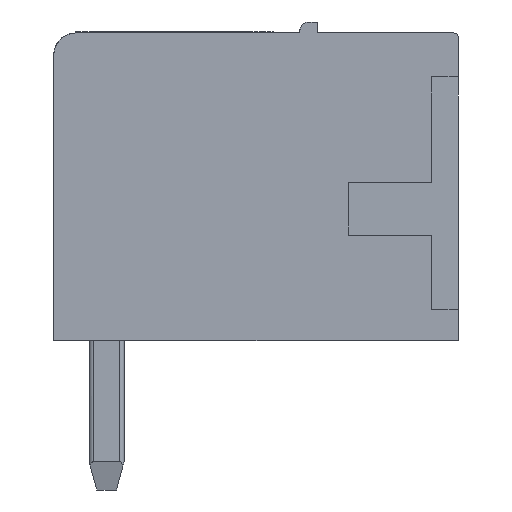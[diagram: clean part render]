
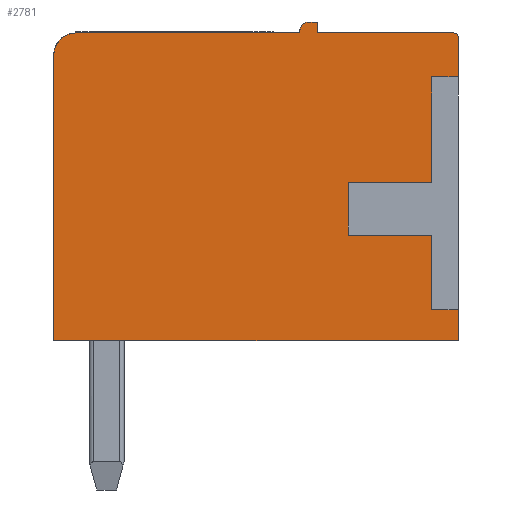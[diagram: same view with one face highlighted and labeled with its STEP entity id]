
A CAD part, left-side view. The second image highlights one B-rep face of the part: STEP entity #2781.
In plain terms, the highlighted planar face has unit normal (-1, 0.018, 0).
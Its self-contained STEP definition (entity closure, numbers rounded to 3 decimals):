
#2781=ADVANCED_FACE('',(#5201),#5202,.F.);
#5201=FACE_OUTER_BOUND('',#9078,.T.);
#5202=PLANE('',#9079);
#9078=EDGE_LOOP('',(#12856,#12857,#12858,#12859,#12860,#12861,#12862,#12863,#12864,#12865,#12866,#12867,#12868,#12869,#12870,#12871,#12872,#12873,#12874));
#9079=AXIS2_PLACEMENT_3D('',#12875,#12876,#12877);
#12856=ORIENTED_EDGE('',*,*,#16067,.T.);
#12857=ORIENTED_EDGE('',*,*,#16068,.T.);
#12858=ORIENTED_EDGE('',*,*,#16069,.F.);
#12859=ORIENTED_EDGE('',*,*,#16070,.F.);
#12860=ORIENTED_EDGE('',*,*,#16071,.F.);
#12861=ORIENTED_EDGE('',*,*,#16072,.F.);
#12862=ORIENTED_EDGE('',*,*,#16073,.T.);
#12863=ORIENTED_EDGE('',*,*,#16074,.T.);
#12864=ORIENTED_EDGE('',*,*,#16075,.T.);
#12865=ORIENTED_EDGE('',*,*,#16076,.T.);
#12866=ORIENTED_EDGE('',*,*,#16077,.T.);
#12867=ORIENTED_EDGE('',*,*,#16078,.T.);
#12868=ORIENTED_EDGE('',*,*,#16079,.T.);
#12869=ORIENTED_EDGE('',*,*,#16080,.F.);
#12870=ORIENTED_EDGE('',*,*,#16061,.F.);
#12871=ORIENTED_EDGE('',*,*,#16081,.F.);
#12872=ORIENTED_EDGE('',*,*,#16082,.T.);
#12873=ORIENTED_EDGE('',*,*,#16083,.F.);
#12874=ORIENTED_EDGE('',*,*,#16084,.F.);
#12875=CARTESIAN_POINT('',(-0.025,-1.414,7.975));
#12876=DIRECTION('',(1.,-0.017,0.));
#12877=DIRECTION('',(0.,0.,-1.0));
#16061=EDGE_CURVE('',#18012,#18010,#18014,.T.);
#16067=EDGE_CURVE('',#18022,#18023,#18024,.T.);
#16068=EDGE_CURVE('',#18023,#18025,#18026,.T.);
#16069=EDGE_CURVE('',#18027,#18025,#18028,.T.);
#16070=EDGE_CURVE('',#18029,#18027,#18030,.T.);
#16071=EDGE_CURVE('',#18031,#18029,#18032,.T.);
#16072=EDGE_CURVE('',#18033,#18031,#18034,.T.);
#16073=EDGE_CURVE('',#18033,#18035,#18036,.T.);
#16074=EDGE_CURVE('',#18035,#18037,#18038,.T.);
#16075=EDGE_CURVE('',#18037,#18039,#18040,.T.);
#16076=EDGE_CURVE('',#18039,#18041,#18042,.T.);
#16077=EDGE_CURVE('',#18041,#18043,#18044,.T.);
#16078=EDGE_CURVE('',#18043,#18045,#18046,.T.);
#16079=EDGE_CURVE('',#18045,#18047,#18048,.T.);
#16080=EDGE_CURVE('',#18010,#18047,#18049,.T.);
#16081=EDGE_CURVE('',#18050,#18012,#18051,.T.);
#16082=EDGE_CURVE('',#18050,#18052,#18053,.T.);
#16083=EDGE_CURVE('',#18054,#18052,#18055,.T.);
#16084=EDGE_CURVE('',#18022,#18054,#18056,.T.);
#18010=VERTEX_POINT('',#20856);
#18012=VERTEX_POINT('',#20859);
#18014=ELLIPSE('',#20862,0.1,0.1);
#18022=VERTEX_POINT('',#20873);
#18023=VERTEX_POINT('',#20874);
#18024=LINE('',#20875,#20876);
#18025=VERTEX_POINT('',#20877);
#18026=LINE('',#20878,#20879);
#18027=VERTEX_POINT('',#20880);
#18028=ELLIPSE('',#20881,0.5,0.5);
#18029=VERTEX_POINT('',#20882);
#18030=LINE('',#20883,#20884);
#18031=VERTEX_POINT('',#20885);
#18032=LINE('',#20886,#20887);
#18033=VERTEX_POINT('',#20888);
#18034=LINE('',#20889,#20890);
#18035=VERTEX_POINT('',#20891);
#18036=LINE('',#20892,#20893);
#18037=VERTEX_POINT('',#20894);
#18038=LINE('',#20895,#20896);
#18039=VERTEX_POINT('',#20897);
#18040=LINE('',#20898,#20899);
#18041=VERTEX_POINT('',#20900);
#18042=LINE('',#20901,#20902);
#18043=VERTEX_POINT('',#20903);
#18044=LINE('',#20904,#20905);
#18045=VERTEX_POINT('',#20906);
#18046=LINE('',#20907,#20908);
#18047=VERTEX_POINT('',#20909);
#18048=LINE('',#20910,#20911);
#18049=LINE('',#20912,#20913);
#18050=VERTEX_POINT('',#20914);
#18051=LINE('',#20915,#20916);
#18052=VERTEX_POINT('',#20917);
#18053=LINE('',#20918,#20919);
#18054=VERTEX_POINT('',#20920);
#18055=LINE('',#20921,#20922);
#18056=ELLIPSE('',#20923,0.2,0.2);
#20856=CARTESIAN_POINT('',(0.,0.,6.9));
#20859=CARTESIAN_POINT('',(0.002,0.1,7.));
#20862=AXIS2_PLACEMENT_3D('',#23640,#23641,#23642);
#20873=CARTESIAN_POINT('',(0.063,3.6,7.05));
#20874=CARTESIAN_POINT('',(0.063,3.6,7.));
#20875=CARTESIAN_POINT('',(0.063,3.6,5.238));
#20876=VECTOR('',#23646,1.0);
#20877=CARTESIAN_POINT('',(0.152,8.7,7.));
#20878=CARTESIAN_POINT('',(0.083,4.729,7.));
#20879=VECTOR('',#23647,1.0);
#20880=CARTESIAN_POINT('',(0.161,9.2,6.5));
#20881=AXIS2_PLACEMENT_3D('',#23648,#23649,#23650);
#20882=CARTESIAN_POINT('',(0.161,9.2,0.));
#20883=CARTESIAN_POINT('',(0.161,9.2,5.238));
#20884=VECTOR('',#23651,1.0);
#20885=CARTESIAN_POINT('',(0.,0.,0.));
#20886=CARTESIAN_POINT('',(0.083,4.729,0.));
#20887=VECTOR('',#23652,1.0);
#20888=CARTESIAN_POINT('',(0.,0.,0.7));
#20889=CARTESIAN_POINT('',(0.,0.,5.238));
#20890=VECTOR('',#23653,1.0);
#20891=CARTESIAN_POINT('',(0.01,0.6,0.7));
#20892=CARTESIAN_POINT('',(0.083,4.729,0.7));
#20893=VECTOR('',#23654,1.0);
#20894=CARTESIAN_POINT('',(0.01,0.6,2.4));
#20895=CARTESIAN_POINT('',(0.01,0.6,5.238));
#20896=VECTOR('',#23655,1.0);
#20897=CARTESIAN_POINT('',(0.044,2.5,2.4));
#20898=CARTESIAN_POINT('',(0.083,4.729,2.4));
#20899=VECTOR('',#23656,1.0);
#20900=CARTESIAN_POINT('',(0.044,2.5,3.6));
#20901=CARTESIAN_POINT('',(0.044,2.5,5.238));
#20902=VECTOR('',#23657,1.0);
#20903=CARTESIAN_POINT('',(0.01,0.6,3.6));
#20904=CARTESIAN_POINT('',(0.083,4.729,3.6));
#20905=VECTOR('',#23658,1.0);
#20906=CARTESIAN_POINT('',(0.01,0.6,6.));
#20907=CARTESIAN_POINT('',(0.01,0.6,5.238));
#20908=VECTOR('',#23659,1.0);
#20909=CARTESIAN_POINT('',(0.,0.,6.));
#20910=CARTESIAN_POINT('',(0.083,4.729,6.));
#20911=VECTOR('',#23660,1.0);
#20912=CARTESIAN_POINT('',(0.,0.,5.238));
#20913=VECTOR('',#23661,1.0);
#20914=CARTESIAN_POINT('',(0.056,3.2,7.));
#20915=CARTESIAN_POINT('',(0.083,4.729,7.));
#20916=VECTOR('',#23662,1.0);
#20917=CARTESIAN_POINT('',(0.056,3.2,7.25));
#20918=CARTESIAN_POINT('',(0.056,3.2,5.238));
#20919=VECTOR('',#23663,1.0);
#20920=CARTESIAN_POINT('',(0.059,3.4,7.25));
#20921=CARTESIAN_POINT('',(0.083,4.729,7.25));
#20922=VECTOR('',#23664,1.0);
#20923=AXIS2_PLACEMENT_3D('',#23665,#23666,#23667);
#23640=CARTESIAN_POINT('',(0.002,0.1,6.9));
#23641=DIRECTION('',(1.,-0.017,0.));
#23642=DIRECTION('',(0.017,1.,0.));
#23646=DIRECTION('',(0.,0.,-1.0));
#23647=DIRECTION('',(0.017,1.,0.));
#23648=CARTESIAN_POINT('',(0.152,8.7,6.5));
#23649=DIRECTION('',(1.,-0.017,0.));
#23650=DIRECTION('',(0.017,1.,0.));
#23651=DIRECTION('',(0.,0.,1.0));
#23652=DIRECTION('',(0.017,1.,0.));
#23653=DIRECTION('',(0.,0.,-1.0));
#23654=DIRECTION('',(0.017,1.,0.));
#23655=DIRECTION('',(0.,0.,1.0));
#23656=DIRECTION('',(0.017,1.,0.));
#23657=DIRECTION('',(0.,0.,1.0));
#23658=DIRECTION('',(-0.017,-1.,0.));
#23659=DIRECTION('',(0.,0.,1.0));
#23660=DIRECTION('',(-0.017,-1.,0.));
#23661=DIRECTION('',(0.,0.,-1.0));
#23662=DIRECTION('',(-0.017,-1.,0.));
#23663=DIRECTION('',(0.,0.,1.0));
#23664=DIRECTION('',(-0.017,-1.,0.));
#23665=CARTESIAN_POINT('',(0.059,3.4,7.05));
#23666=DIRECTION('',(1.,-0.017,0.));
#23667=DIRECTION('',(0.017,1.,0.));
